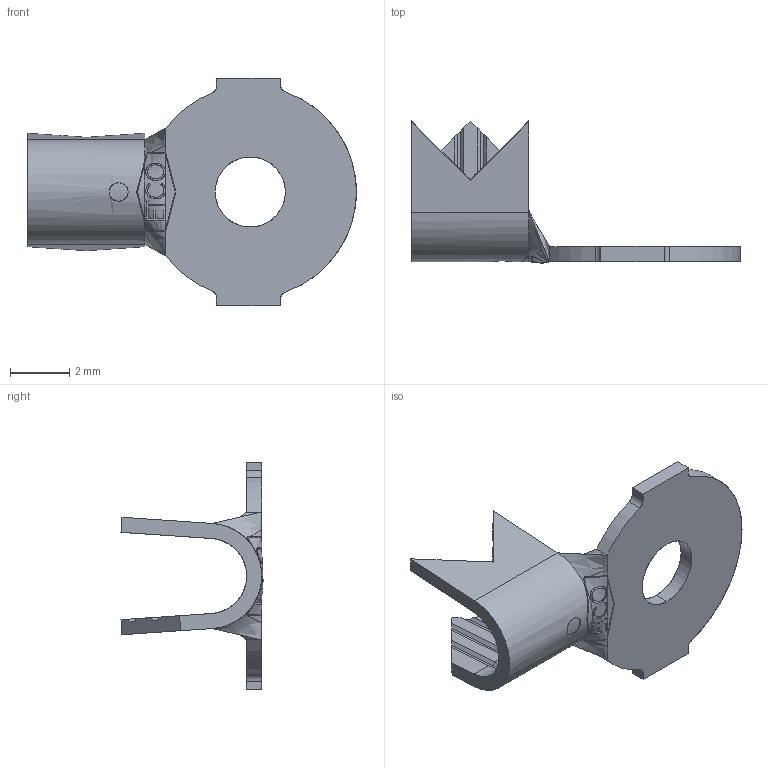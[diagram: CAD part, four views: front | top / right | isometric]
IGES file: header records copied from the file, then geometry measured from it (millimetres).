
Start section: SolidWorks IGES file using analytic representation for surfaces
Global section: file name: 00400.IGS; native system: SolidWorks 2019; preprocessor: SolidWorks 2019; author: SJohnson; date: 191223.125205; units: inch
Bounding box: 11.1 x 4.8 x 7.67 mm (x, y, z)
Surface area: 183.7 mm2 (no closed solid volume)
Topology: 0 solids, 0 shells, 155 faces, 1292 edges, 1292 vertices
Faces by surface type: bspline 126, revolution 29
